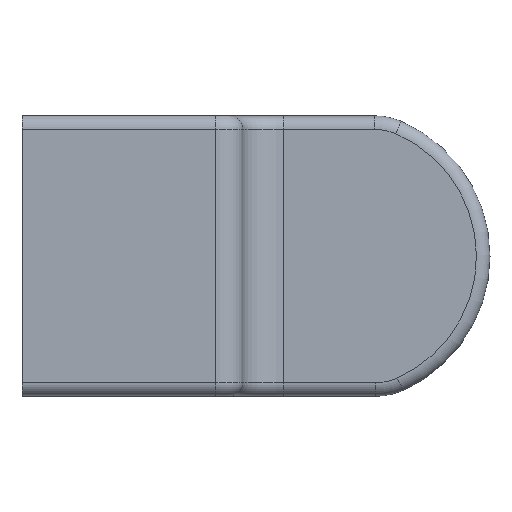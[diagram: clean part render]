
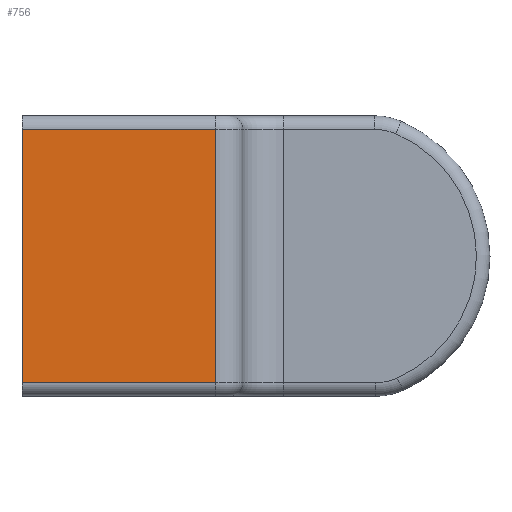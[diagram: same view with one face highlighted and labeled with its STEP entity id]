
A CAD part, top view. The second image highlights one B-rep face of the part: STEP entity #756.
In plain terms, the highlighted planar face has unit normal (0, 0, 1).
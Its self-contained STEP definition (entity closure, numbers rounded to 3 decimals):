
#14 = CARTESIAN_POINT ( 'NONE',  ( 0.102, 8.634, 7.5 ) ) ;
#21 = DIRECTION ( 'NONE',  ( 0., 1., 0. ) ) ;
#33 = EDGE_LOOP ( 'NONE', ( #1298, #403, #1684, #1883 ) ) ;
#34 = VERTEX_POINT ( 'NONE', #349 ) ;
#103 = CARTESIAN_POINT ( 'NONE',  ( 0.102, 18., 7.5 ) ) ;
#207 = DIRECTION ( 'NONE',  ( 0., 1., 0. ) ) ;
#215 = CARTESIAN_POINT ( 'NONE',  ( 14.394, 8.634, 7.5 ) ) ;
#229 = DIRECTION ( 'NONE',  ( -1., 0., 0. ) ) ;
#247 = LINE ( 'NONE', #687, #444 ) ;
#349 = CARTESIAN_POINT ( 'NONE',  ( 0.102, -0.7, 7.5 ) ) ;
#380 = EDGE_CURVE ( 'NONE', #990, #1400, #247, .T. ) ;
#403 = ORIENTED_EDGE ( 'NONE', *, *, #1812, .T. ) ;
#411 = LINE ( 'NONE', #215, #901 ) ;
#444 = VECTOR ( 'NONE', #229, 1000. ) ;
#462 = DIRECTION ( 'NONE',  ( 1., 0., 0. ) ) ;
#595 = PLANE ( 'NONE',  #1516 ) ;
#687 = CARTESIAN_POINT ( 'NONE',  ( -0.898, 18., 7.5 ) ) ;
#722 = CARTESIAN_POINT ( 'NONE',  ( 14.394, 18., 7.5 ) ) ;
#726 = EDGE_CURVE ( 'NONE', #34, #1400, #1091, .T. ) ;
#741 = DIRECTION ( 'NONE',  ( 0., 0., -1. ) ) ;
#745 = CARTESIAN_POINT ( 'NONE',  ( 14.394, -0.7, 7.5 ) ) ;
#756 = ADVANCED_FACE ( 'NONE', ( #1530 ), #595, .F. ) ;
#849 = EDGE_CURVE ( 'NONE', #1871, #990, #411, .T. ) ;
#901 = VECTOR ( 'NONE', #207, 1000. ) ;
#937 = CARTESIAN_POINT ( 'NONE',  ( 23.802, 8.634, 7.5 ) ) ;
#990 = VERTEX_POINT ( 'NONE', #722 ) ;
#1091 = LINE ( 'NONE', #14, #1769 ) ;
#1196 = LINE ( 'NONE', #1817, #1610 ) ;
#1298 = ORIENTED_EDGE ( 'NONE', *, *, #726, .F. ) ;
#1400 = VERTEX_POINT ( 'NONE', #103 ) ;
#1516 = AXIS2_PLACEMENT_3D ( 'NONE', #937, #741, #1806 ) ;
#1530 = FACE_OUTER_BOUND ( 'NONE', #33, .T. ) ;
#1610 = VECTOR ( 'NONE', #462, 1000. ) ;
#1684 = ORIENTED_EDGE ( 'NONE', *, *, #849, .T. ) ;
#1769 = VECTOR ( 'NONE', #21, 1000. ) ;
#1806 = DIRECTION ( 'NONE',  ( -1., 0., 0. ) ) ;
#1812 = EDGE_CURVE ( 'NONE', #34, #1871, #1196, .T. ) ;
#1817 = CARTESIAN_POINT ( 'NONE',  ( 14.394, -0.7, 7.5 ) ) ;
#1871 = VERTEX_POINT ( 'NONE', #745 ) ;
#1883 = ORIENTED_EDGE ( 'NONE', *, *, #380, .T. ) ;
